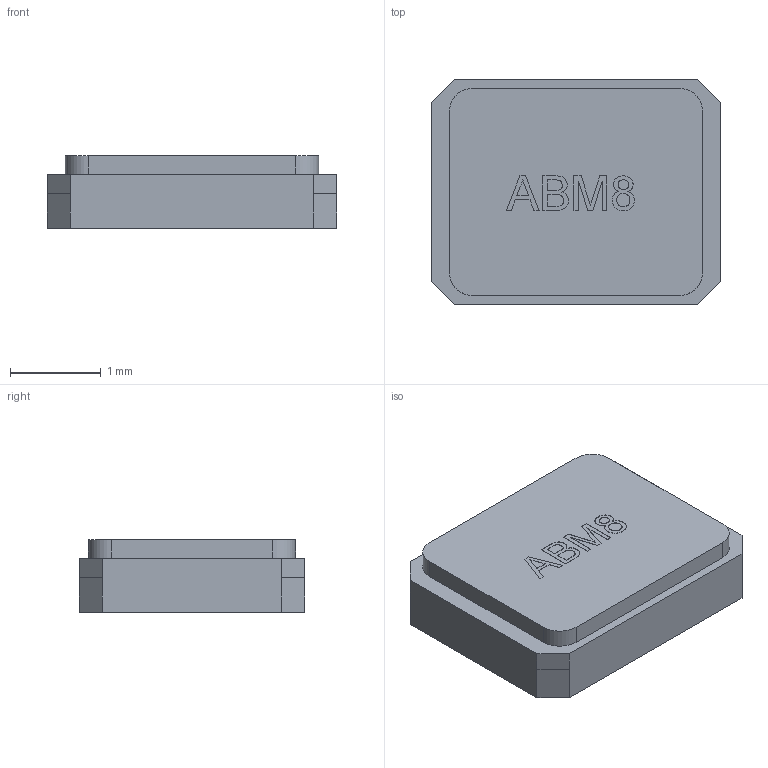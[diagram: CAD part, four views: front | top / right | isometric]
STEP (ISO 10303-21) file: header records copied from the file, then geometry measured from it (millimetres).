
FILE_DESCRIPTION(('FreeCAD Model'),'2;1');
FILE_NAME('ABM8.step', '2017-10-19T03:39:19',('kicad StepUp'),('ksu MCAD'), 'Open CASCADE STEP processor 6.8','FreeCAD','Unknown');
FILE_SCHEMA(('AUTOMOTIVE_DESIGN_CC2 { 1 2 10303 214 -1 1 5 4 }'));
Length unit declared in the file: millimetre
Products named in the file (2): ASSEMBLY; ABM8
Assembly tree (1 placements, depth 2):
  ASSEMBLY
    ABM8
Bounding box: 3.2 x 2.49 x 0.8 mm (x, y, z)
Volume: 6 mm3; surface area: 24.1 mm2
Topology: 1 solids, 1 shells, 120 faces, 312 edges, 208 vertices
Faces by surface type: plane 86, bspline 30, cylinder 4
Entity records: 5993 total; most frequent: CARTESIAN_POINT 2368, ORIENTED_EDGE 624, DIRECTION 444, EDGE_CURVE 312, LINE 244, VECTOR 244, VERTEX_POINT 208, FACE_BOUND 134
